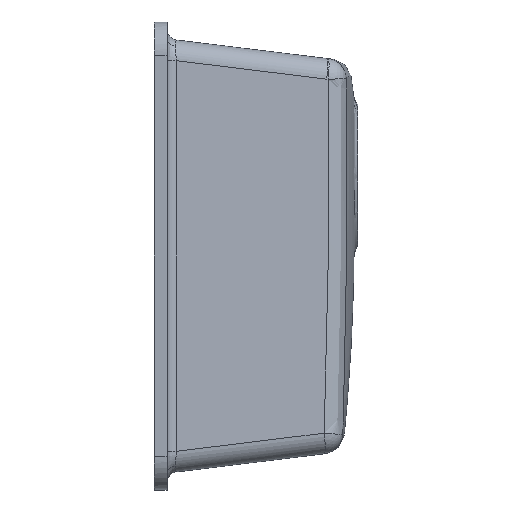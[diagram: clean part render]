
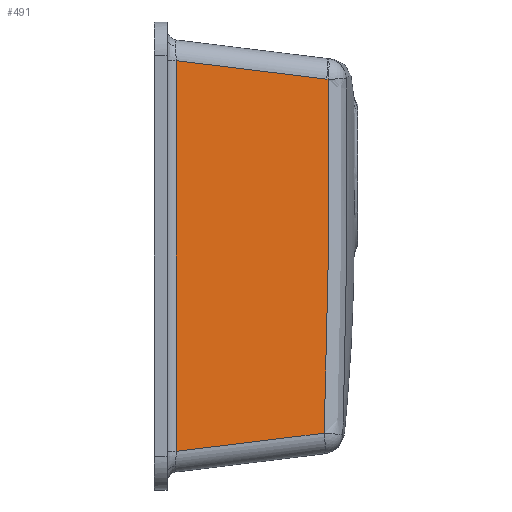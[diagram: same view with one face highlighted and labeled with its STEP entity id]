
A CAD part, left-side view. The second image highlights one B-rep face of the part: STEP entity #491.
In plain terms, the highlighted planar face has unit normal (-0.993, -0.122, 0).
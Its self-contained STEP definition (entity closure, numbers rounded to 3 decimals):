
#138 = CARTESIAN_POINT ( 'NONE',  ( -208.714, 2.366, 188.863 ) ) ;
#177 = CARTESIAN_POINT ( 'NONE',  ( -189.623, -153.117, 169.772 ) ) ;
#260 = CARTESIAN_POINT ( 'NONE',  ( -189.908, -150.792, -170.057 ) ) ;
#301 = ORIENTED_EDGE ( 'NONE', *, *, #888, .T. ) ;
#318 = DIRECTION ( 'NONE',  ( 0.121, -0.985, 0.121 ) ) ;
#324 = CARTESIAN_POINT ( 'NONE',  ( -189.726, -152.278, -131.161 ) ) ;
#343 = CARTESIAN_POINT ( 'NONE',  ( -202.613, -47.318, -182.762 ) ) ;
#350 = CARTESIAN_POINT ( 'NONE',  ( -189.623, -153.117, 169.772 ) ) ;
#368 = CARTESIAN_POINT ( 'NONE',  ( -189.353, -155.312, 112.989 ) ) ;
#417 = CARTESIAN_POINT ( 'NONE',  ( -189.333, -155.479, 70.521 ) ) ;
#491 = ADVANCED_FACE ( 'NONE', ( #3894 ), #3087, .T. ) ;
#540 = LINE ( 'NONE', #343, #2527 ) ;
#774 = CARTESIAN_POINT ( 'NONE',  ( -189.759, -152.007, -141.774 ) ) ;
#845 = CARTESIAN_POINT ( 'NONE',  ( -189.771, -151.914, -145.311 ) ) ;
#865 = CARTESIAN_POINT ( 'NONE',  ( -189.394, -154.984, 141.298 ) ) ;
#888 = EDGE_CURVE ( 'NONE', #4118, #2210, #2985, .T. ) ;
#902 = VERTEX_POINT ( 'NONE', #1326 ) ;
#939 = DIRECTION ( 'NONE',  ( -0.993, -0.122, 0. ) ) ;
#1275 = CARTESIAN_POINT ( 'NONE',  ( -189.63, -153.06, -99.321 ) ) ;
#1301 = CARTESIAN_POINT ( 'NONE',  ( -189.445, -154.563, -28.56 ) ) ;
#1304 = ORIENTED_EDGE ( 'NONE', *, *, #5365, .T. ) ;
#1326 = CARTESIAN_POINT ( 'NONE',  ( -190.036, -149.751, -170.185 ) ) ;
#1360 = AXIS2_PLACEMENT_3D ( 'NONE', #1441, #939, #5643 ) ;
#1370 = CARTESIAN_POINT ( 'NONE',  ( -189.737, -152.188, -134.699 ) ) ;
#1394 = CARTESIAN_POINT ( 'NONE',  ( -189.42, -154.773, 155.452 ) ) ;
#1441 = CARTESIAN_POINT ( 'NONE',  ( -207.884, -4.391, -190.29 ) ) ;
#1579 = VERTEX_POINT ( 'NONE', #260 ) ;
#1700 = ORIENTED_EDGE ( 'NONE', *, *, #5985, .T. ) ;
#1866 = CARTESIAN_POINT ( 'NONE',  ( -189.908, -150.792, -170.057 ) ) ;
#1914 = CARTESIAN_POINT ( 'NONE',  ( -189.428, -154.701, 159.875 ) ) ;
#1935 = EDGE_CURVE ( 'NONE', #2210, #902, #5757, .T. ) ;
#1976 = CARTESIAN_POINT ( 'NONE',  ( -207.884, -4.391, -188.033 ) ) ;
#1998 = CARTESIAN_POINT ( 'NONE',  ( -189.337, -155.449, 56.365 ) ) ;
#2210 = VERTEX_POINT ( 'NONE', #4270 ) ;
#2378 = CARTESIAN_POINT ( 'NONE',  ( -189.623, -153.117, 169.772 ) ) ;
#2415 = CARTESIAN_POINT ( 'NONE',  ( -189.808, -151.607, -155.923 ) ) ;
#2458 = CARTESIAN_POINT ( 'NONE',  ( -189.376, -155.129, 13.901 ) ) ;
#2485 = CARTESIAN_POINT ( 'NONE',  ( -189.433, -154.66, 162.529 ) ) ;
#2505 = CARTESIAN_POINT ( 'NONE',  ( -189.447, -154.552, 167.836 ) ) ;
#2527 = VECTOR ( 'NONE', #318, 1000. ) ;
#2551 = B_SPLINE_CURVE_WITH_KNOTS ( 'NONE', 3,
 ( #6014, #6573, #2378, #3999 ),
 .UNSPECIFIED., .F., .F.,
 ( 4, 4 ),
 ( 0., 1. ),
 .UNSPECIFIED. ) ;
#2649 = VECTOR ( 'NONE', #6263, 1000. ) ;
#2804 = CARTESIAN_POINT ( 'NONE',  ( -207.345, -8.781, 187.494 ) ) ;
#2827 = ORIENTED_EDGE ( 'NONE', *, *, #1935, .T. ) ;
#2945 = ORIENTED_EDGE ( 'NONE', *, *, #3549, .T. ) ;
#2985 = LINE ( 'NONE', #6538, #6671 ) ;
#3017 = CARTESIAN_POINT ( 'NONE',  ( -189.435, -154.647, 163.413 ) ) ;
#3087 = PLANE ( 'NONE',  #1360 ) ;
#3304 = ORIENTED_EDGE ( 'NONE', *, *, #3368, .T. ) ;
#3368 = EDGE_CURVE ( 'NONE', #5899, #5807, #4739, .T. ) ;
#3443 = LINE ( 'NONE', #177, #4102 ) ;
#3549 = EDGE_CURVE ( 'NONE', #5807, #6097, #2551, .T. ) ;
#3713 = ORIENTED_EDGE ( 'NONE', *, *, #5502, .T. ) ;
#3870 = EDGE_LOOP ( 'NONE', ( #1304, #1700, #3304, #2945, #3713, #301, #2827 ) ) ;
#3894 = FACE_OUTER_BOUND ( 'NONE', #3870, .T. ) ;
#3940 = CARTESIAN_POINT ( 'NONE',  ( -189.787, -151.781, -150.618 ) ) ;
#3993 = CARTESIAN_POINT ( 'NONE',  ( -189.456, -154.48, 169.605 ) ) ;
#3999 = CARTESIAN_POINT ( 'NONE',  ( -189.623, -153.117, 169.772 ) ) ;
#4013 = CARTESIAN_POINT ( 'NONE',  ( -189.793, -151.732, -152.387 ) ) ;
#4079 = CARTESIAN_POINT ( 'NONE',  ( -189.413, -154.828, 151.913 ) ) ;
#4102 = VECTOR ( 'NONE', #5374, 1000. ) ;
#4118 = VERTEX_POINT ( 'NONE', #2804 ) ;
#4270 = CARTESIAN_POINT ( 'NONE',  ( -207.345, -8.781, -187.494 ) ) ;
#4419 = CARTESIAN_POINT ( 'NONE',  ( -189.672, -152.721, -113.472 ) ) ;
#4446 = CARTESIAN_POINT ( 'NONE',  ( -189.513, -154.012, -56.865 ) ) ;
#4499 = VECTOR ( 'NONE', #5991, 1000. ) ;
#4512 = CARTESIAN_POINT ( 'NONE',  ( -189.818, -151.532, -157.691 ) ) ;
#4580 = CARTESIAN_POINT ( 'NONE',  ( -189.441, -154.598, 166.067 ) ) ;
#4603 = CARTESIAN_POINT ( 'NONE',  ( -189.341, -155.411, 98.833 ) ) ;
#4624 = CARTESIAN_POINT ( 'NONE',  ( -189.382, -155.076, 134.221 ) ) ;
#4739 = LINE ( 'NONE', #138, #4499 ) ;
#5045 = B_SPLINE_CURVE_WITH_KNOTS ( 'NONE', 3,
 ( #1866, #5545, #5474, #4512, #2415, #4013, #3940, #845, #774, #1370, #324, #4419, #1275, #4446, #1301, #2458, #6127, #1998, #417, #4603, #368, #4624, #865, #4079, #1394, #1914, #6744, #2485, #3017, #4580, #2505, #5133 ),
 .UNSPECIFIED., .F., .F.,
 ( 4, 2, 2, 2, 2, 2, 2, 2, 2, 2, 2, 2, 2, 2, 2, 4 ),
 ( 0., 0.011, 0.016, 0.021, 0.032, 0.042, 0.085, 0.17, 0.212, 0.255, 0.297, 0.318, 0.329, 0.332, 0.334, 0.34 ),
 .UNSPECIFIED. ) ;
#5133 = CARTESIAN_POINT ( 'NONE',  ( -189.456, -154.48, 169.605 ) ) ;
#5365 = EDGE_CURVE ( 'NONE', #902, #1579, #540, .T. ) ;
#5374 = DIRECTION ( 'NONE',  ( -0.121, 0.985, 0.121 ) ) ;
#5474 = CARTESIAN_POINT ( 'NONE',  ( -189.849, -151.272, -162.993 ) ) ;
#5502 = EDGE_CURVE ( 'NONE', #6097, #4118, #3443, .T. ) ;
#5545 = CARTESIAN_POINT ( 'NONE',  ( -189.877, -151.052, -166.526 ) ) ;
#5643 = DIRECTION ( 'NONE',  ( 0.122, -0.993, 0. ) ) ;
#5757 = LINE ( 'NONE', #1976, #2649 ) ;
#5807 = VERTEX_POINT ( 'NONE', #6565 ) ;
#5899 = VERTEX_POINT ( 'NONE', #3993 ) ;
#5985 = EDGE_CURVE ( 'NONE', #1579, #5899, #5045, .T. ) ;
#5991 = DIRECTION ( 'NONE',  ( -0.121, 0.985, 0.121 ) ) ;
#6014 = CARTESIAN_POINT ( 'NONE',  ( -189.623, -153.117, 169.772 ) ) ;
#6097 = VERTEX_POINT ( 'NONE', #350 ) ;
#6100 = DIRECTION ( 'NONE',  ( 0., 0., -1. ) ) ;
#6127 = CARTESIAN_POINT ( 'NONE',  ( -189.358, -155.274, 28.055 ) ) ;
#6263 = DIRECTION ( 'NONE',  ( 0.121, -0.985, 0.121 ) ) ;
#6538 = CARTESIAN_POINT ( 'NONE',  ( -207.345, -8.781, -188.572 ) ) ;
#6565 = CARTESIAN_POINT ( 'NONE',  ( -189.623, -153.117, 169.772 ) ) ;
#6573 = CARTESIAN_POINT ( 'NONE',  ( -189.623, -153.117, 169.772 ) ) ;
#6671 = VECTOR ( 'NONE', #6100, 1000. ) ;
#6744 = CARTESIAN_POINT ( 'NONE',  ( -189.43, -154.686, 160.759 ) ) ;
